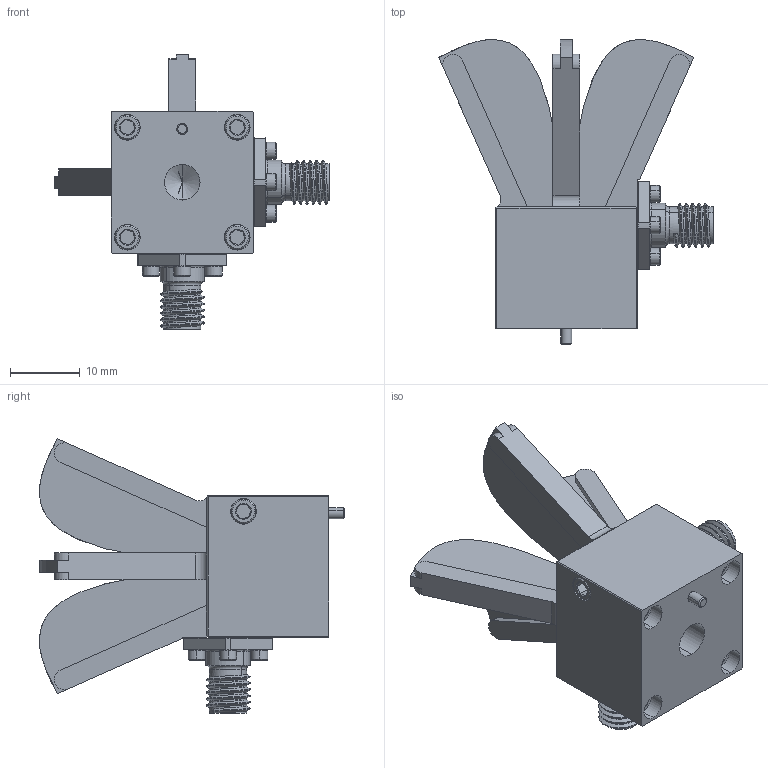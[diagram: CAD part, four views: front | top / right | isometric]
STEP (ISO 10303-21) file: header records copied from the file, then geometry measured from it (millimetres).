
FILE_DESCRIPTION (( 'STEP AP214' ), '1' );
FILE_NAME ('AK-AC-C10-QR, Defeatured.STEP', '2023-08-30T17:42:25', ( '' ), ( '' ), 'SwSTEP 2.0', 'SolidWorks 2021', '' );
FILE_SCHEMA (( 'AUTOMOTIVE_DESIGN' ));
Length unit declared in the file: millimetre
Products named in the file (1): AK-AC-C10-QR, Defeatured
Bounding box: 39.37 x 43.72 x 39.37 mm (x, y, z)
Volume: 9805.7 mm3; surface area: 7231.4 mm2
Topology: 9 solids, 13 shells, 611 faces, 1355 edges, 811 vertices
Faces by surface type: plane 270, cone 173, cylinder 150, bspline 10, torus 8
Entity records: 18869 total; most frequent: CARTESIAN_POINT 5441, DIRECTION 2793, ORIENTED_EDGE 2698, EDGE_CURVE 1349, AXIS2_PLACEMENT_3D 1041, VERTEX_POINT 811, LINE 711, VECTOR 711
